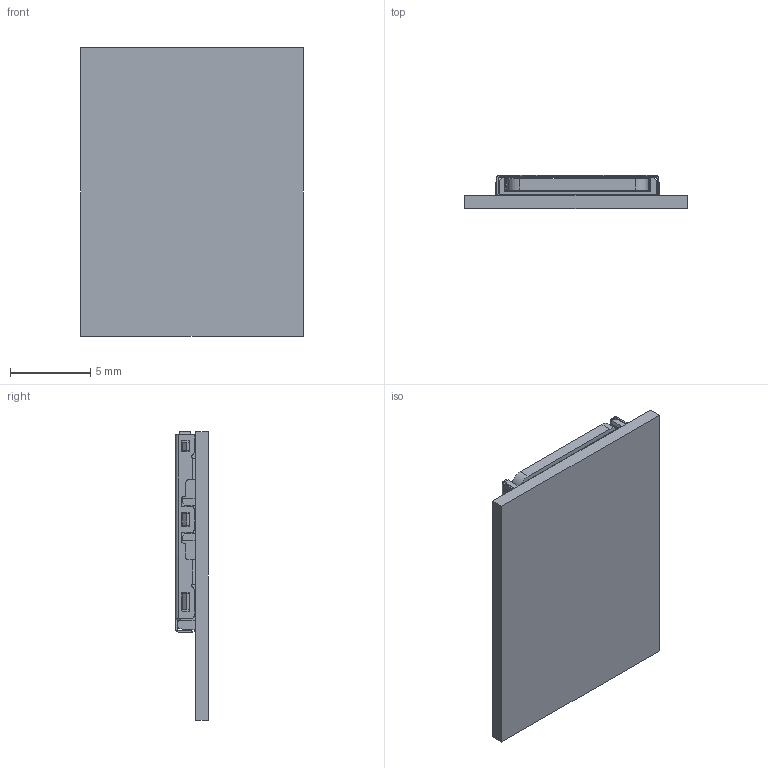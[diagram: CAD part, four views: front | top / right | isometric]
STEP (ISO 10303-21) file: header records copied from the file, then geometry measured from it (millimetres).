
FILE_DESCRIPTION((''),'2;1');
FILE_NAME('JYS-SIM125-133_ASM','2020-12-17T',('Administrator'),(''),'PRO/ENGINEER BY PARAMETRIC TECHNOLOGY CORPORATION, 2008380','PRO/ENGINEER BY PARAMETRIC TECHNOLOGY CORPORATION, 2008380','');
FILE_SCHEMA(('AUTOMOTIVE_DESIGN { 1 2 10303 214 0 1 1 1 }'));
Length unit declared in the file: millimetre
Products named in the file (24): PRT0001; PRT0007; PRT0008; PRT0009_AF0; PRT0010_AF0; PRT0011_AF0; PRT0012_AF0; PRT0013_AF0; PRT0014_AF0; PRT0015_AF0; PRT0032_AF0; PRT0032_AF1; PRT0032_AF2; PRT0032_AF3; PRT0032_AF4; PRT0032_AF5; PRT0032_AF6; ASM0005_ASM_ASM; ASM0004_ASM_ASM; PRT0033; ASM0003_ASM_ASM; ASM0002_ASM_ASM; ASM0001_ASM_ASM; JYS-SIM125-133_ASM
Assembly tree (23 placements, depth 7):
  JYS-SIM125-133_ASM
    ASM0001_ASM_ASM
      ASM0002_ASM_ASM
        ASM0003_ASM_ASM
          ASM0004_ASM_ASM
            PRT0001
            PRT0007
            PRT0008
            ASM0005_ASM_ASM
              PRT0009_AF0
              PRT0010_AF0
              PRT0011_AF0
              PRT0012_AF0
              PRT0013_AF0
              PRT0014_AF0
              PRT0015_AF0
              PRT0032_AF0
              PRT0032_AF1
              PRT0032_AF2
              PRT0032_AF3
              PRT0032_AF4
              PRT0032_AF5
              PRT0032_AF6
          PRT0033
Bounding box: 13.9 x 2.05 x 18 mm (x, y, z)
Volume: 329 mm3; surface area: 1333.9 mm2
Topology: 18 solids, 18 shells, 867 faces, 2158 edges, 1364 vertices
Faces by surface type: plane 639, cylinder 205, bspline 9, torus 8, cone 6
Entity records: 32934 total; most frequent: CARTESIAN_POINT 4955, DIRECTION 4380, ORIENTED_EDGE 4316, EDGE_CURVE 2158, PRESENTATION_STYLE_ASSIGNMENT 1856, STYLED_ITEM 1837, CURVE_STYLE 1815, VECTOR 1654
